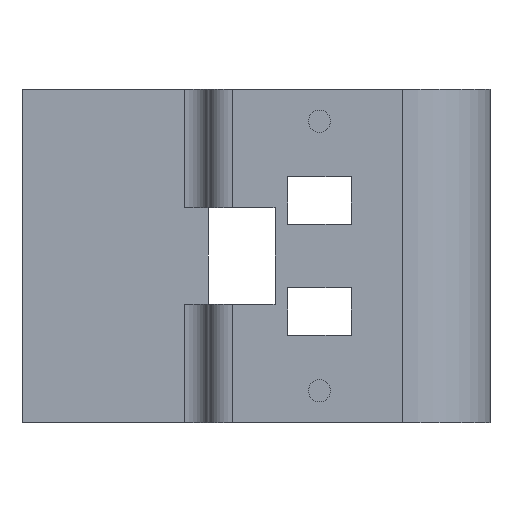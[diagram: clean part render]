
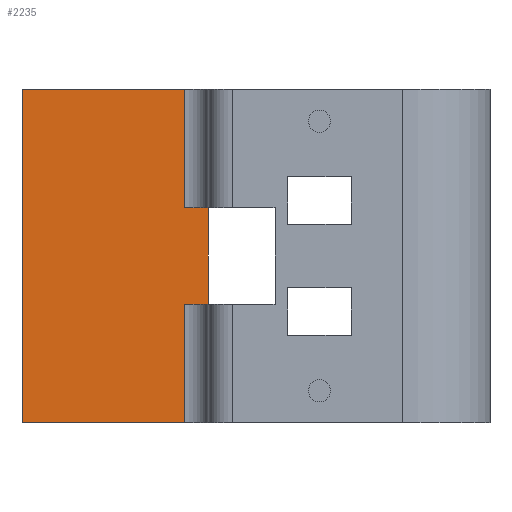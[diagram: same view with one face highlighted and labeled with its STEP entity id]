
A CAD part, front view. The second image highlights one B-rep face of the part: STEP entity #2235.
In plain terms, the highlighted planar face has unit normal (0, -1, 0).
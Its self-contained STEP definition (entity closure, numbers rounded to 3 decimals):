
#44 = PLANE('',#45);
#45 = AXIS2_PLACEMENT_3D('',#46,#47,#48);
#46 = CARTESIAN_POINT('',(-19.771,-247.087,0.));
#47 = DIRECTION('',(0.,0.,1.));
#48 = DIRECTION('',(1.,0.,0.));
#100 = PLANE('',#101);
#101 = AXIS2_PLACEMENT_3D('',#102,#103,#104);
#102 = CARTESIAN_POINT('',(-19.771,-247.087,42.));
#103 = DIRECTION('',(0.,0.,1.));
#104 = DIRECTION('',(1.,0.,0.));
#156 = PLANE('',#157);
#157 = AXIS2_PLACEMENT_3D('',#158,#159,#160);
#158 = CARTESIAN_POINT('',(-16.1,-261.,27.1));
#159 = DIRECTION('',(0.,0.,1.));
#160 = DIRECTION('',(-1.,0.,0.));
#184 = PLANE('',#185);
#185 = AXIS2_PLACEMENT_3D('',#186,#187,#188);
#186 = CARTESIAN_POINT('',(-24.5,-261.,27.1));
#187 = DIRECTION('',(-1.,0.,0.));
#188 = DIRECTION('',(-0.,0.,-1.));
#212 = PLANE('',#213);
#213 = AXIS2_PLACEMENT_3D('',#214,#215,#216);
#214 = CARTESIAN_POINT('',(-24.5,-261.,14.9));
#215 = DIRECTION('',(0.,0.,-1.));
#216 = DIRECTION('',(1.,0.,0.));
#253 = EDGE_CURVE('',#254,#256,#258,.T.);
#254 = VERTEX_POINT('',#255);
#255 = CARTESIAN_POINT('',(-48.,-252.5,0.));
#256 = VERTEX_POINT('',#257);
#257 = CARTESIAN_POINT('',(-27.5,-252.5,0.));
#258 = SURFACE_CURVE('',#259,(#263,#270),.PCURVE_S1.);
#259 = LINE('',#260,#261);
#260 = CARTESIAN_POINT('',(-48.,-252.5,0.));
#261 = VECTOR('',#262,1.);
#262 = DIRECTION('',(1.,0.,0.));
#263 = PCURVE('',#44,#264);
#264 = DEFINITIONAL_REPRESENTATION('',(#265),#269);
#265 = LINE('',#266,#267);
#266 = CARTESIAN_POINT('',(-28.229,-5.413));
#267 = VECTOR('',#268,1.);
#268 = DIRECTION('',(1.,0.));
#269 = ( GEOMETRIC_REPRESENTATION_CONTEXT(2) 
PARAMETRIC_REPRESENTATION_CONTEXT() REPRESENTATION_CONTEXT('2D SPACE',''
  ) );
#270 = PCURVE('',#271,#276);
#271 = PLANE('',#272);
#272 = AXIS2_PLACEMENT_3D('',#273,#274,#275);
#273 = CARTESIAN_POINT('',(-48.,-252.5,0.));
#274 = DIRECTION('',(0.,1.,0.));
#275 = DIRECTION('',(1.,0.,0.));
#276 = DEFINITIONAL_REPRESENTATION('',(#277),#281);
#277 = LINE('',#278,#279);
#278 = CARTESIAN_POINT('',(0.,0.));
#279 = VECTOR('',#280,1.);
#280 = DIRECTION('',(1.,0.));
#281 = ( GEOMETRIC_REPRESENTATION_CONTEXT(2) 
PARAMETRIC_REPRESENTATION_CONTEXT() REPRESENTATION_CONTEXT('2D SPACE',''
  ) );
#304 = CYLINDRICAL_SURFACE('',#305,3.);
#305 = AXIS2_PLACEMENT_3D('',#306,#307,#308);
#306 = CARTESIAN_POINT('',(-27.5,-255.5,0.));
#307 = DIRECTION('',(0.,0.,1.));
#308 = DIRECTION('',(0.,1.,0.));
#802 = PLANE('',#803);
#803 = AXIS2_PLACEMENT_3D('',#804,#805,#806);
#804 = CARTESIAN_POINT('',(-48.,-249.,0.));
#805 = DIRECTION('',(1.,0.,0.));
#806 = DIRECTION('',(0.,-1.,0.));
#1024 = VERTEX_POINT('',#1025);
#1025 = CARTESIAN_POINT('',(-27.5,-252.5,14.9));
#1047 = EDGE_CURVE('',#1048,#1024,#1050,.T.);
#1048 = VERTEX_POINT('',#1049);
#1049 = CARTESIAN_POINT('',(-24.5,-252.5,14.9));
#1050 = SURFACE_CURVE('',#1051,(#1055,#1062),.PCURVE_S1.);
#1051 = LINE('',#1052,#1053);
#1052 = CARTESIAN_POINT('',(-36.25,-252.5,14.9));
#1053 = VECTOR('',#1054,1.);
#1054 = DIRECTION('',(-1.,0.,0.));
#1055 = PCURVE('',#212,#1056);
#1056 = DEFINITIONAL_REPRESENTATION('',(#1057),#1061);
#1057 = LINE('',#1058,#1059);
#1058 = CARTESIAN_POINT('',(-11.75,-8.5));
#1059 = VECTOR('',#1060,1.);
#1060 = DIRECTION('',(-1.,0.));
#1061 = ( GEOMETRIC_REPRESENTATION_CONTEXT(2) 
PARAMETRIC_REPRESENTATION_CONTEXT() REPRESENTATION_CONTEXT('2D SPACE',''
  ) );
#1062 = PCURVE('',#271,#1063);
#1063 = DEFINITIONAL_REPRESENTATION('',(#1064),#1068);
#1064 = LINE('',#1065,#1066);
#1065 = CARTESIAN_POINT('',(11.75,-14.9));
#1066 = VECTOR('',#1067,1.);
#1067 = DIRECTION('',(-1.,0.));
#1068 = ( GEOMETRIC_REPRESENTATION_CONTEXT(2) 
PARAMETRIC_REPRESENTATION_CONTEXT() REPRESENTATION_CONTEXT('2D SPACE',''
  ) );
#1378 = VERTEX_POINT('',#1379);
#1379 = CARTESIAN_POINT('',(-48.,-252.5,42.));
#1400 = EDGE_CURVE('',#1378,#1401,#1403,.T.);
#1401 = VERTEX_POINT('',#1402);
#1402 = CARTESIAN_POINT('',(-27.5,-252.5,42.));
#1403 = SURFACE_CURVE('',#1404,(#1408,#1415),.PCURVE_S1.);
#1404 = LINE('',#1405,#1406);
#1405 = CARTESIAN_POINT('',(-48.,-252.5,42.));
#1406 = VECTOR('',#1407,1.);
#1407 = DIRECTION('',(1.,0.,0.));
#1408 = PCURVE('',#100,#1409);
#1409 = DEFINITIONAL_REPRESENTATION('',(#1410),#1414);
#1410 = LINE('',#1411,#1412);
#1411 = CARTESIAN_POINT('',(-28.229,-5.413));
#1412 = VECTOR('',#1413,1.);
#1413 = DIRECTION('',(1.,0.));
#1414 = ( GEOMETRIC_REPRESENTATION_CONTEXT(2) 
PARAMETRIC_REPRESENTATION_CONTEXT() REPRESENTATION_CONTEXT('2D SPACE',''
  ) );
#1415 = PCURVE('',#271,#1416);
#1416 = DEFINITIONAL_REPRESENTATION('',(#1417),#1421);
#1417 = LINE('',#1418,#1419);
#1418 = CARTESIAN_POINT('',(0.,-42.));
#1419 = VECTOR('',#1420,1.);
#1420 = DIRECTION('',(1.,0.));
#1421 = ( GEOMETRIC_REPRESENTATION_CONTEXT(2) 
PARAMETRIC_REPRESENTATION_CONTEXT() REPRESENTATION_CONTEXT('2D SPACE',''
  ) );
#1444 = CYLINDRICAL_SURFACE('',#1445,3.);
#1445 = AXIS2_PLACEMENT_3D('',#1446,#1447,#1448);
#1446 = CARTESIAN_POINT('',(-27.5,-255.5,27.1));
#1447 = DIRECTION('',(0.,0.,1.));
#1448 = DIRECTION('',(0.,1.,0.));
#1938 = EDGE_CURVE('',#1048,#1939,#1941,.T.);
#1939 = VERTEX_POINT('',#1940);
#1940 = CARTESIAN_POINT('',(-24.5,-252.5,27.1));
#1941 = SURFACE_CURVE('',#1942,(#1946,#1953),.PCURVE_S1.);
#1942 = LINE('',#1943,#1944);
#1943 = CARTESIAN_POINT('',(-24.5,-252.5,0.));
#1944 = VECTOR('',#1945,1.);
#1945 = DIRECTION('',(0.,0.,1.));
#1946 = PCURVE('',#184,#1947);
#1947 = DEFINITIONAL_REPRESENTATION('',(#1948),#1952);
#1948 = LINE('',#1949,#1950);
#1949 = CARTESIAN_POINT('',(27.1,-8.5));
#1950 = VECTOR('',#1951,1.);
#1951 = DIRECTION('',(-1.,0.));
#1952 = ( GEOMETRIC_REPRESENTATION_CONTEXT(2) 
PARAMETRIC_REPRESENTATION_CONTEXT() REPRESENTATION_CONTEXT('2D SPACE',''
  ) );
#1953 = PCURVE('',#271,#1954);
#1954 = DEFINITIONAL_REPRESENTATION('',(#1955),#1959);
#1955 = LINE('',#1956,#1957);
#1956 = CARTESIAN_POINT('',(23.5,0.));
#1957 = VECTOR('',#1958,1.);
#1958 = DIRECTION('',(0.,-1.));
#1959 = ( GEOMETRIC_REPRESENTATION_CONTEXT(2) 
PARAMETRIC_REPRESENTATION_CONTEXT() REPRESENTATION_CONTEXT('2D SPACE',''
  ) );
#2136 = EDGE_CURVE('',#1939,#2137,#2139,.T.);
#2137 = VERTEX_POINT('',#2138);
#2138 = CARTESIAN_POINT('',(-27.5,-252.5,27.1));
#2139 = SURFACE_CURVE('',#2140,(#2144,#2151),.PCURVE_S1.);
#2140 = LINE('',#2141,#2142);
#2141 = CARTESIAN_POINT('',(-32.05,-252.5,27.1));
#2142 = VECTOR('',#2143,1.);
#2143 = DIRECTION('',(-1.,-0.,-0.));
#2144 = PCURVE('',#156,#2145);
#2145 = DEFINITIONAL_REPRESENTATION('',(#2146),#2150);
#2146 = LINE('',#2147,#2148);
#2147 = CARTESIAN_POINT('',(15.95,-8.5));
#2148 = VECTOR('',#2149,1.);
#2149 = DIRECTION('',(1.,0.));
#2150 = ( GEOMETRIC_REPRESENTATION_CONTEXT(2) 
PARAMETRIC_REPRESENTATION_CONTEXT() REPRESENTATION_CONTEXT('2D SPACE',''
  ) );
#2151 = PCURVE('',#271,#2152);
#2152 = DEFINITIONAL_REPRESENTATION('',(#2153),#2157);
#2153 = LINE('',#2154,#2155);
#2154 = CARTESIAN_POINT('',(15.95,-27.1));
#2155 = VECTOR('',#2156,1.);
#2156 = DIRECTION('',(-1.,0.));
#2157 = ( GEOMETRIC_REPRESENTATION_CONTEXT(2) 
PARAMETRIC_REPRESENTATION_CONTEXT() REPRESENTATION_CONTEXT('2D SPACE',''
  ) );
#2235 = ADVANCED_FACE('',(#2236),#271,.F.);
#2236 = FACE_BOUND('',#2237,.F.);
#2237 = EDGE_LOOP('',(#2238,#2239,#2260,#2261,#2282,#2283,#2284,#2285));
#2238 = ORIENTED_EDGE('',*,*,#253,.F.);
#2239 = ORIENTED_EDGE('',*,*,#2240,.T.);
#2240 = EDGE_CURVE('',#254,#1378,#2241,.T.);
#2241 = SURFACE_CURVE('',#2242,(#2246,#2253),.PCURVE_S1.);
#2242 = LINE('',#2243,#2244);
#2243 = CARTESIAN_POINT('',(-48.,-252.5,0.));
#2244 = VECTOR('',#2245,1.);
#2245 = DIRECTION('',(0.,0.,1.));
#2246 = PCURVE('',#271,#2247);
#2247 = DEFINITIONAL_REPRESENTATION('',(#2248),#2252);
#2248 = LINE('',#2249,#2250);
#2249 = CARTESIAN_POINT('',(0.,0.));
#2250 = VECTOR('',#2251,1.);
#2251 = DIRECTION('',(0.,-1.));
#2252 = ( GEOMETRIC_REPRESENTATION_CONTEXT(2) 
PARAMETRIC_REPRESENTATION_CONTEXT() REPRESENTATION_CONTEXT('2D SPACE',''
  ) );
#2253 = PCURVE('',#802,#2254);
#2254 = DEFINITIONAL_REPRESENTATION('',(#2255),#2259);
#2255 = LINE('',#2256,#2257);
#2256 = CARTESIAN_POINT('',(3.5,0.));
#2257 = VECTOR('',#2258,1.);
#2258 = DIRECTION('',(0.,-1.));
#2259 = ( GEOMETRIC_REPRESENTATION_CONTEXT(2) 
PARAMETRIC_REPRESENTATION_CONTEXT() REPRESENTATION_CONTEXT('2D SPACE',''
  ) );
#2260 = ORIENTED_EDGE('',*,*,#1400,.T.);
#2261 = ORIENTED_EDGE('',*,*,#2262,.F.);
#2262 = EDGE_CURVE('',#2137,#1401,#2263,.T.);
#2263 = SURFACE_CURVE('',#2264,(#2268,#2275),.PCURVE_S1.);
#2264 = LINE('',#2265,#2266);
#2265 = CARTESIAN_POINT('',(-27.5,-252.5,27.1));
#2266 = VECTOR('',#2267,1.);
#2267 = DIRECTION('',(0.,0.,1.));
#2268 = PCURVE('',#271,#2269);
#2269 = DEFINITIONAL_REPRESENTATION('',(#2270),#2274);
#2270 = LINE('',#2271,#2272);
#2271 = CARTESIAN_POINT('',(20.5,-27.1));
#2272 = VECTOR('',#2273,1.);
#2273 = DIRECTION('',(0.,-1.));
#2274 = ( GEOMETRIC_REPRESENTATION_CONTEXT(2) 
PARAMETRIC_REPRESENTATION_CONTEXT() REPRESENTATION_CONTEXT('2D SPACE',''
  ) );
#2275 = PCURVE('',#1444,#2276);
#2276 = DEFINITIONAL_REPRESENTATION('',(#2277),#2281);
#2277 = LINE('',#2278,#2279);
#2278 = CARTESIAN_POINT('',(-0.,0.));
#2279 = VECTOR('',#2280,1.);
#2280 = DIRECTION('',(-0.,1.));
#2281 = ( GEOMETRIC_REPRESENTATION_CONTEXT(2) 
PARAMETRIC_REPRESENTATION_CONTEXT() REPRESENTATION_CONTEXT('2D SPACE',''
  ) );
#2282 = ORIENTED_EDGE('',*,*,#2136,.F.);
#2283 = ORIENTED_EDGE('',*,*,#1938,.F.);
#2284 = ORIENTED_EDGE('',*,*,#1047,.T.);
#2285 = ORIENTED_EDGE('',*,*,#2286,.F.);
#2286 = EDGE_CURVE('',#256,#1024,#2287,.T.);
#2287 = SURFACE_CURVE('',#2288,(#2292,#2299),.PCURVE_S1.);
#2288 = LINE('',#2289,#2290);
#2289 = CARTESIAN_POINT('',(-27.5,-252.5,0.));
#2290 = VECTOR('',#2291,1.);
#2291 = DIRECTION('',(0.,0.,1.));
#2292 = PCURVE('',#271,#2293);
#2293 = DEFINITIONAL_REPRESENTATION('',(#2294),#2298);
#2294 = LINE('',#2295,#2296);
#2295 = CARTESIAN_POINT('',(20.5,0.));
#2296 = VECTOR('',#2297,1.);
#2297 = DIRECTION('',(0.,-1.));
#2298 = ( GEOMETRIC_REPRESENTATION_CONTEXT(2) 
PARAMETRIC_REPRESENTATION_CONTEXT() REPRESENTATION_CONTEXT('2D SPACE',''
  ) );
#2299 = PCURVE('',#304,#2300);
#2300 = DEFINITIONAL_REPRESENTATION('',(#2301),#2305);
#2301 = LINE('',#2302,#2303);
#2302 = CARTESIAN_POINT('',(-0.,0.));
#2303 = VECTOR('',#2304,1.);
#2304 = DIRECTION('',(-0.,1.));
#2305 = ( GEOMETRIC_REPRESENTATION_CONTEXT(2) 
PARAMETRIC_REPRESENTATION_CONTEXT() REPRESENTATION_CONTEXT('2D SPACE',''
  ) );
